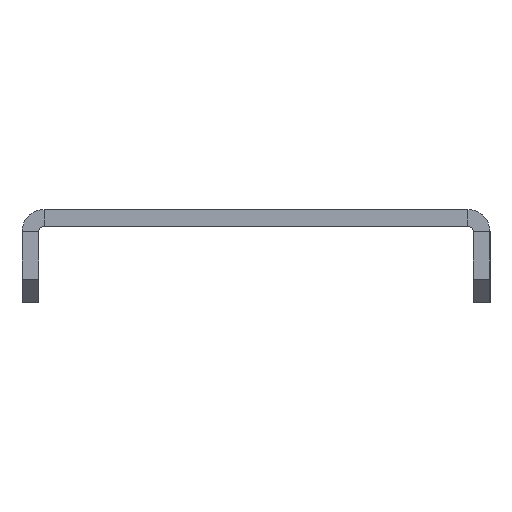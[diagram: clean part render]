
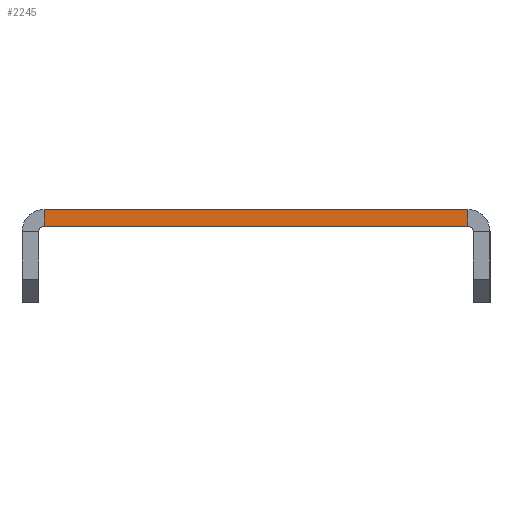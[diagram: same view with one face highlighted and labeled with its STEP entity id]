
A CAD part, left-side view. The second image highlights one B-rep face of the part: STEP entity #2245.
In plain terms, the highlighted planar face has unit normal (-1, 0, 0).
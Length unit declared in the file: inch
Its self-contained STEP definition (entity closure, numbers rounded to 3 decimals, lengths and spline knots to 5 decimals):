
#25 = CARTESIAN_POINT ( 'NONE',  ( 0., 2.42969, -0.119 ) ) ;
#33 = DIRECTION ( 'NONE',  ( 0., 0., 1. ) ) ;
#73 = VERTEX_POINT ( 'NONE', #2058 ) ;
#114 = CARTESIAN_POINT ( 'NONE',  ( 0., 0.119, 0. ) ) ;
#216 = ORIENTED_EDGE ( 'NONE', *, *, #1912, .T. ) ;
#217 = PLANE ( 'NONE',  #1760 ) ;
#296 = EDGE_CURVE ( 'NONE', #73, #799, #350, .T. ) ;
#305 = ORIENTED_EDGE ( 'NONE', *, *, #2246, .T. ) ;
#350 = LINE ( 'NONE', #892, #464 ) ;
#393 = CARTESIAN_POINT ( 'NONE',  ( 0., 2.40069, 0. ) ) ;
#464 = VECTOR ( 'NONE', #1306, 39.37008 ) ;
#551 = VECTOR ( 'NONE', #1060, 39.37008 ) ;
#707 = DIRECTION ( 'NONE',  ( 0., -1., 0. ) ) ;
#799 = VERTEX_POINT ( 'NONE', #114 ) ;
#817 = DIRECTION ( 'NONE',  ( 0., 0., -1. ) ) ;
#892 = CARTESIAN_POINT ( 'NONE',  ( 0., 0., 0. ) ) ;
#896 = CARTESIAN_POINT ( 'NONE',  ( 0., 0.119, -0.09 ) ) ;
#946 = CARTESIAN_POINT ( 'NONE',  ( 0., 0., -0.09 ) ) ;
#1060 = DIRECTION ( 'NONE',  ( 0., 0., 1. ) ) ;
#1140 = DIRECTION ( 'NONE',  ( -1., 0., 0. ) ) ;
#1306 = DIRECTION ( 'NONE',  ( 0., -1., 0. ) ) ;
#1320 = VERTEX_POINT ( 'NONE', #2331 ) ;
#1331 = LINE ( 'NONE', #946, #1700 ) ;
#1359 = EDGE_LOOP ( 'NONE', ( #2254, #305, #2265, #216 ) ) ;
#1636 = EDGE_CURVE ( 'NONE', #2167, #1320, #1331, .T. ) ;
#1665 = LINE ( 'NONE', #393, #1780 ) ;
#1700 = VECTOR ( 'NONE', #707, 39.37008 ) ;
#1728 = FACE_OUTER_BOUND ( 'NONE', #1359, .T. ) ;
#1760 = AXIS2_PLACEMENT_3D ( 'NONE', #25, #1140, #33 ) ;
#1780 = VECTOR ( 'NONE', #817, 39.37008 ) ;
#1912 = EDGE_CURVE ( 'NONE', #1320, #799, #1977, .T. ) ;
#1977 = LINE ( 'NONE', #896, #551 ) ;
#2058 = CARTESIAN_POINT ( 'NONE',  ( 0., 2.40069, 0. ) ) ;
#2167 = VERTEX_POINT ( 'NONE', #2279 ) ;
#2245 = ADVANCED_FACE ( 'NONE', ( #1728 ), #217, .T. ) ;
#2246 = EDGE_CURVE ( 'NONE', #73, #2167, #1665, .T. ) ;
#2254 = ORIENTED_EDGE ( 'NONE', *, *, #296, .F. ) ;
#2265 = ORIENTED_EDGE ( 'NONE', *, *, #1636, .T. ) ;
#2279 = CARTESIAN_POINT ( 'NONE',  ( 0., 2.40069, -0.09 ) ) ;
#2331 = CARTESIAN_POINT ( 'NONE',  ( 0., 0.119, -0.09 ) ) ;
